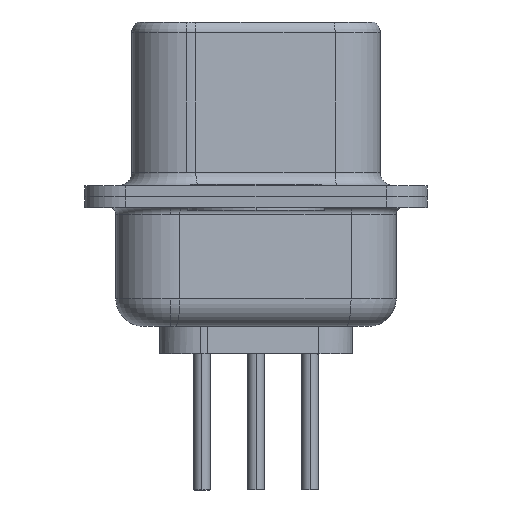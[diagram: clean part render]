
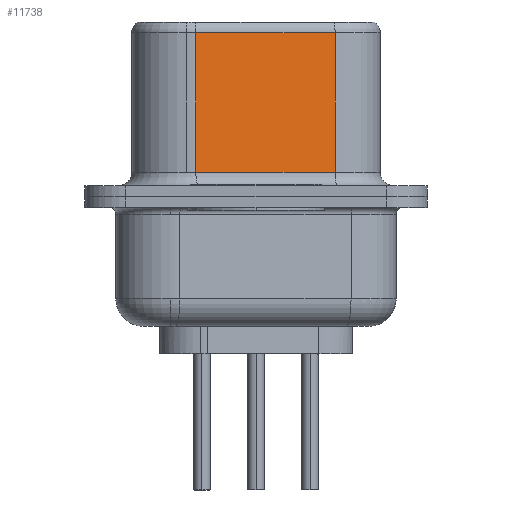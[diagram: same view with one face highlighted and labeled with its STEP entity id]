
A CAD part, left-side view. The second image highlights one B-rep face of the part: STEP entity #11738.
In plain terms, the highlighted planar face has unit normal (-0.985, -0.174, 0).
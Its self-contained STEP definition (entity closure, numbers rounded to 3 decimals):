
#98 = CARTESIAN_POINT ( 'NONE',  ( 4.515, -2.897, 6.5 ) ) ;
#486 = DIRECTION ( 'NONE',  ( 0., 0., -1. ) ) ;
#628 = ORIENTED_EDGE ( 'NONE', *, *, #12601, .T. ) ;
#1947 = VERTEX_POINT ( 'NONE', #11044 ) ;
#4109 = VECTOR ( 'NONE', #18491, 1000. ) ;
#4936 = VERTEX_POINT ( 'NONE', #19095 ) ;
#5155 = CARTESIAN_POINT ( 'NONE',  ( 4.515, -2.897, 6.5 ) ) ;
#5618 = CARTESIAN_POINT ( 'NONE',  ( 3.615, 2.203, 6.5 ) ) ;
#5827 = EDGE_CURVE ( 'NONE', #1947, #4936, #12030, .T. ) ;
#6316 = CARTESIAN_POINT ( 'NONE',  ( 4.515, -2.897, 0.9 ) ) ;
#6325 = PLANE ( 'NONE',  #6818 ) ;
#6756 = DIRECTION ( 'NONE',  ( 0.985, 0.174, 0. ) ) ;
#6818 = AXIS2_PLACEMENT_3D ( 'NONE', #98, #6756, #18450 ) ;
#7455 = DIRECTION ( 'NONE',  ( -0.174, 0.985, 0. ) ) ;
#8970 = LINE ( 'NONE', #18837, #15984 ) ;
#9390 = EDGE_LOOP ( 'NONE', ( #10867, #12984, #16624, #628 ) ) ;
#10867 = ORIENTED_EDGE ( 'NONE', *, *, #5827, .F. ) ;
#11044 = CARTESIAN_POINT ( 'NONE',  ( 4.515, -2.897, 6. ) ) ;
#11075 = CARTESIAN_POINT ( 'NONE',  ( 3.615, 2.203, 0.9 ) ) ;
#11624 = CARTESIAN_POINT ( 'NONE',  ( 3.615, 2.203, 6. ) ) ;
#11738 = ADVANCED_FACE ( 'NONE', ( #21516 ), #6325, .F. ) ;
#12030 = LINE ( 'NONE', #5155, #4109 ) ;
#12492 = LINE ( 'NONE', #5618, #19996 ) ;
#12601 = EDGE_CURVE ( 'NONE', #17434, #4936, #13082, .T. ) ;
#12963 = DIRECTION ( 'NONE',  ( 0.174, -0.985, 0. ) ) ;
#12984 = ORIENTED_EDGE ( 'NONE', *, *, #17029, .T. ) ;
#13082 = LINE ( 'NONE', #6316, #19856 ) ;
#13855 = VERTEX_POINT ( 'NONE', #11624 ) ;
#15984 = VECTOR ( 'NONE', #7455, 1000. ) ;
#16624 = ORIENTED_EDGE ( 'NONE', *, *, #20735, .T. ) ;
#17029 = EDGE_CURVE ( 'NONE', #1947, #13855, #8970, .T. ) ;
#17434 = VERTEX_POINT ( 'NONE', #11075 ) ;
#18450 = DIRECTION ( 'NONE',  ( -0.174, 0.985, 0. ) ) ;
#18491 = DIRECTION ( 'NONE',  ( 0., 0., -1. ) ) ;
#18837 = CARTESIAN_POINT ( 'NONE',  ( 4.515, -2.897, 6. ) ) ;
#19095 = CARTESIAN_POINT ( 'NONE',  ( 4.515, -2.897, 0.9 ) ) ;
#19856 = VECTOR ( 'NONE', #12963, 1000. ) ;
#19996 = VECTOR ( 'NONE', #486, 1000. ) ;
#20735 = EDGE_CURVE ( 'NONE', #13855, #17434, #12492, .T. ) ;
#21516 = FACE_OUTER_BOUND ( 'NONE', #9390, .T. ) ;
